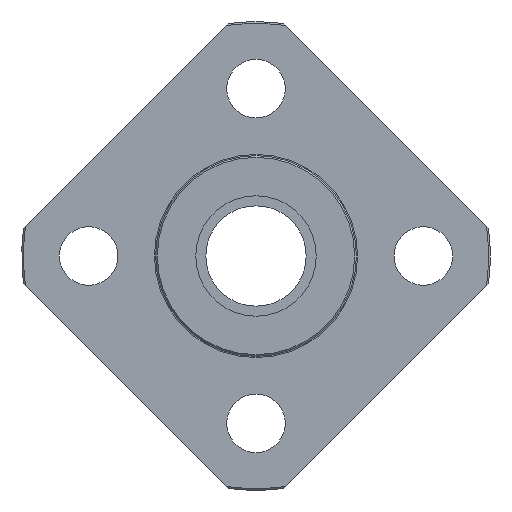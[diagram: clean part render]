
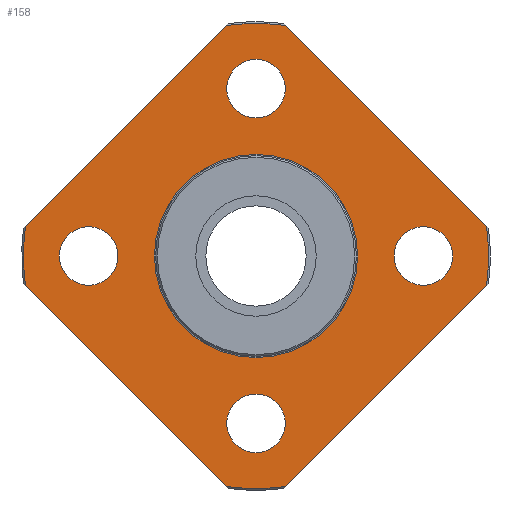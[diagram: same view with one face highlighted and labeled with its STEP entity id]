
A CAD part, left-side view. The second image highlights one B-rep face of the part: STEP entity #158.
In plain terms, the highlighted planar face has unit normal (-1, 0, 0).
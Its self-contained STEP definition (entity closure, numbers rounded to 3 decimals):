
#158 = ADVANCED_FACE( '', ( #337, #338, #339, #340, #341, #342 ), #343, .T. );
#337 = FACE_BOUND( '', #523, .T. );
#338 = FACE_BOUND( '', #524, .T. );
#339 = FACE_BOUND( '', #525, .T. );
#340 = FACE_OUTER_BOUND( '', #526, .T. );
#341 = FACE_BOUND( '', #527, .T. );
#342 = FACE_BOUND( '', #528, .T. );
#343 = PLANE( '', #529 );
#523 = EDGE_LOOP( '', ( #822 ) );
#524 = EDGE_LOOP( '', ( #823 ) );
#525 = EDGE_LOOP( '', ( #824 ) );
#526 = EDGE_LOOP( '', ( #825, #826, #827, #828, #829, #830, #831, #832 ) );
#527 = EDGE_LOOP( '', ( #833 ) );
#528 = EDGE_LOOP( '', ( #834 ) );
#529 = AXIS2_PLACEMENT_3D( '', #835, #836, #837 );
#822 = ORIENTED_EDGE( '', *, *, #1004, .T. );
#823 = ORIENTED_EDGE( '', *, *, #983, .T. );
#824 = ORIENTED_EDGE( '', *, *, #1025, .T. );
#825 = ORIENTED_EDGE( '', *, *, #963, .F. );
#826 = ORIENTED_EDGE( '', *, *, #989, .F. );
#827 = ORIENTED_EDGE( '', *, *, #1022, .F. );
#828 = ORIENTED_EDGE( '', *, *, #943, .F. );
#829 = ORIENTED_EDGE( '', *, *, #917, .F. );
#830 = ORIENTED_EDGE( '', *, *, #952, .F. );
#831 = ORIENTED_EDGE( '', *, *, #1026, .F. );
#832 = ORIENTED_EDGE( '', *, *, #927, .F. );
#833 = ORIENTED_EDGE( '', *, *, #1018, .T. );
#834 = ORIENTED_EDGE( '', *, *, #1015, .T. );
#835 = CARTESIAN_POINT( '', ( 5., 13.9, 0. ) );
#836 = DIRECTION( '', ( -1., 0., 0. ) );
#837 = DIRECTION( '', ( 0., 0., 1. ) );
#917 = EDGE_CURVE( '', #1044, #1040, #1046, .T. );
#927 = EDGE_CURVE( '', #1062, #1064, #1065, .T. );
#943 = EDGE_CURVE( '', #1040, #1090, #1091, .T. );
#952 = EDGE_CURVE( '', #1105, #1044, #1107, .T. );
#963 = EDGE_CURVE( '', #1120, #1062, #1123, .T. );
#983 = EDGE_CURVE( '', #1152, #1152, #1153, .F. );
#989 = EDGE_CURVE( '', #1159, #1120, #1161, .T. );
#1004 = EDGE_CURVE( '', #1182, #1182, #1183, .T. );
#1015 = EDGE_CURVE( '', #1199, #1199, #1200, .T. );
#1018 = EDGE_CURVE( '', #1204, #1204, #1205, .T. );
#1022 = EDGE_CURVE( '', #1090, #1159, #1210, .T. );
#1025 = EDGE_CURVE( '', #1213, #1213, #1214, .T. );
#1026 = EDGE_CURVE( '', #1064, #1105, #1215, .T. );
#1040 = VERTEX_POINT( '', #1229 );
#1044 = VERTEX_POINT( '', #1236 );
#1046 = CIRCLE( '', #1241, 13.9 );
#1062 = VERTEX_POINT( '', #1267 );
#1064 = VERTEX_POINT( '', #1272 );
#1065 = LINE( '', #1273, #1274 );
#1090 = VERTEX_POINT( '', #1308 );
#1091 = LINE( '', #1309, #1310 );
#1105 = VERTEX_POINT( '', #1336 );
#1107 = LINE( '', #1341, #1342 );
#1120 = VERTEX_POINT( '', #1360 );
#1123 = CIRCLE( '', #1366, 13.9 );
#1152 = VERTEX_POINT( '', #1397 );
#1153 = CIRCLE( '', #1398, 1.75 );
#1159 = VERTEX_POINT( '', #1407 );
#1161 = LINE( '', #1412, #1413 );
#1182 = VERTEX_POINT( '', #1435 );
#1183 = CIRCLE( '', #1436, 6.074 );
#1199 = VERTEX_POINT( '', #1452 );
#1200 = CIRCLE( '', #1453, 1.75 );
#1204 = VERTEX_POINT( '', #1457 );
#1205 = CIRCLE( '', #1458, 1.75 );
#1210 = CIRCLE( '', #1463, 13.9 );
#1213 = VERTEX_POINT( '', #1466 );
#1214 = CIRCLE( '', #1467, 1.75 );
#1215 = CIRCLE( '', #1468, 13.9 );
#1229 = CARTESIAN_POINT( '', ( 5., -13.787, -1.769 ) );
#1236 = CARTESIAN_POINT( '', ( 5., -13.787, 1.769 ) );
#1241 = AXIS2_PLACEMENT_3D( '', #1483, #1484, #1485 );
#1267 = CARTESIAN_POINT( '', ( 5., 13.787, 1.769 ) );
#1272 = CARTESIAN_POINT( '', ( 5., 1.769, 13.787 ) );
#1273 = CARTESIAN_POINT( '', ( 5., 14.728, 0.828 ) );
#1274 = VECTOR( '', #1493, 1000. );
#1308 = CARTESIAN_POINT( '', ( 5., -1.769, -13.787 ) );
#1309 = CARTESIAN_POINT( '', ( 5., -0.828, -14.728 ) );
#1310 = VECTOR( '', #1515, 1000. );
#1336 = CARTESIAN_POINT( '', ( 5., -1.769, 13.787 ) );
#1341 = CARTESIAN_POINT( '', ( 5., -0.828, 14.728 ) );
#1342 = VECTOR( '', #1519, 1000. );
#1360 = CARTESIAN_POINT( '', ( 5., 13.787, -1.769 ) );
#1366 = AXIS2_PLACEMENT_3D( '', #1531, #1532, #1533 );
#1397 = CARTESIAN_POINT( '', ( 5., 10., 1.75 ) );
#1398 = AXIS2_PLACEMENT_3D( '', #1575, #1576, #1577 );
#1407 = CARTESIAN_POINT( '', ( 5., 1.769, -13.787 ) );
#1412 = CARTESIAN_POINT( '', ( 5., 14.728, -0.828 ) );
#1413 = VECTOR( '', #1581, 1000. );
#1435 = CARTESIAN_POINT( '', ( 5., 0., -6.074 ) );
#1436 = AXIS2_PLACEMENT_3D( '', #1601, #1602, #1603 );
#1452 = CARTESIAN_POINT( '', ( 5., 0., 8.25 ) );
#1453 = AXIS2_PLACEMENT_3D( '', #1619, #1620, #1621 );
#1457 = CARTESIAN_POINT( '', ( 5., -10., -1.75 ) );
#1458 = AXIS2_PLACEMENT_3D( '', #1625, #1626, #1627 );
#1463 = AXIS2_PLACEMENT_3D( '', #1631, #1632, #1633 );
#1466 = CARTESIAN_POINT( '', ( 5., 0., -11.75 ) );
#1467 = AXIS2_PLACEMENT_3D( '', #1634, #1635, #1636 );
#1468 = AXIS2_PLACEMENT_3D( '', #1637, #1638, #1639 );
#1483 = CARTESIAN_POINT( '', ( 5., 0., 0. ) );
#1484 = DIRECTION( '', ( 1., 0., 0. ) );
#1485 = DIRECTION( '', ( 0., 0., -1. ) );
#1493 = DIRECTION( '', ( 0., -0.707, 0.707 ) );
#1515 = DIRECTION( '', ( 0., 0.707, -0.707 ) );
#1519 = DIRECTION( '', ( 0., -0.707, -0.707 ) );
#1531 = CARTESIAN_POINT( '', ( 5., 0., 0. ) );
#1532 = DIRECTION( '', ( 1., 0., 0. ) );
#1533 = DIRECTION( '', ( 0., 0., -1. ) );
#1575 = CARTESIAN_POINT( '', ( 5., 10., 0. ) );
#1576 = DIRECTION( '', ( -1., 0., 0. ) );
#1577 = DIRECTION( '', ( 0., 0., 1. ) );
#1581 = DIRECTION( '', ( 0., 0.707, 0.707 ) );
#1601 = CARTESIAN_POINT( '', ( 5., 0., 0. ) );
#1602 = DIRECTION( '', ( 1., 0., 0. ) );
#1603 = DIRECTION( '', ( 0., 0., -1. ) );
#1619 = CARTESIAN_POINT( '', ( 5., 0., 10. ) );
#1620 = DIRECTION( '', ( 1., 0., 0. ) );
#1621 = DIRECTION( '', ( 0., 0., -1. ) );
#1625 = CARTESIAN_POINT( '', ( 5., -10., 0. ) );
#1626 = DIRECTION( '', ( 1., 0., 0. ) );
#1627 = DIRECTION( '', ( 0., 0., -1. ) );
#1631 = CARTESIAN_POINT( '', ( 5., 0., 0. ) );
#1632 = DIRECTION( '', ( 1., 0., 0. ) );
#1633 = DIRECTION( '', ( 0., 0., -1. ) );
#1634 = CARTESIAN_POINT( '', ( 5., 0., -10. ) );
#1635 = DIRECTION( '', ( 1., 0., 0. ) );
#1636 = DIRECTION( '', ( 0., 0., -1. ) );
#1637 = CARTESIAN_POINT( '', ( 5., 0., 0. ) );
#1638 = DIRECTION( '', ( 1., 0., 0. ) );
#1639 = DIRECTION( '', ( 0., 0., -1. ) );
